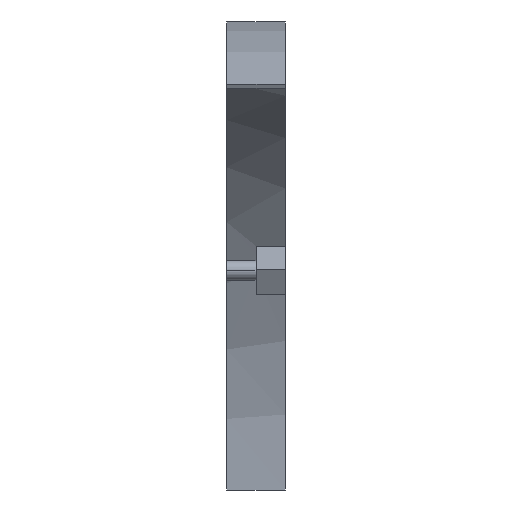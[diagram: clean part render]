
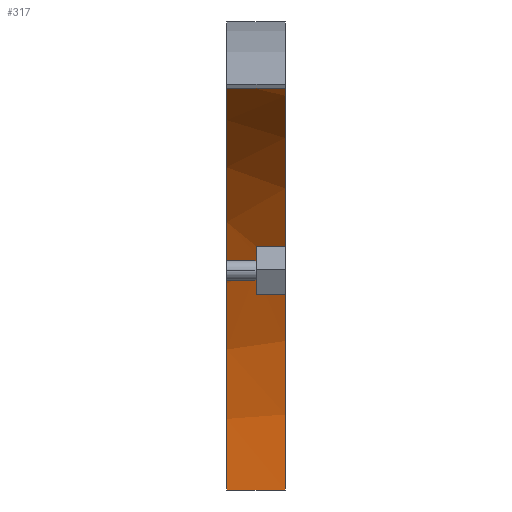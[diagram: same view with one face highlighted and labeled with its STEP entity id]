
A CAD part, left-side view. The second image highlights one B-rep face of the part: STEP entity #317.
In plain terms, the highlighted cylindrical face has radius 396 mm (diameter 792 mm), a partial arc.
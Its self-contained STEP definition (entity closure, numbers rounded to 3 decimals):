
#1 = CIRCLE ( 'NONE', #82, 396. ) ;
#30 = AXIS2_PLACEMENT_3D ( 'NONE', #617, #397, #135 ) ;
#33 = CARTESIAN_POINT ( 'NONE',  ( 349.276, 0., 186.606 ) ) ;
#40 = DIRECTION ( 'NONE',  ( 0., -1., 0. ) ) ;
#43 = EDGE_CURVE ( 'NONE', #102, #630, #451, .T. ) ;
#45 = CARTESIAN_POINT ( 'NONE',  ( 349.276, 0., 186.606 ) ) ;
#54 = VERTEX_POINT ( 'NONE', #348 ) ;
#55 = CIRCLE ( 'NONE', #439, 396. ) ;
#82 = AXIS2_PLACEMENT_3D ( 'NONE', #355, #245, #653 ) ;
#91 = DIRECTION ( 'NONE',  ( 0.032, 0., 1. ) ) ;
#92 = ORIENTED_EDGE ( 'NONE', *, *, #158, .F. ) ;
#100 = CARTESIAN_POINT ( 'NONE',  ( 0., 0., 0. ) ) ;
#102 = VERTEX_POINT ( 'NONE', #647 ) ;
#106 = VERTEX_POINT ( 'NONE', #127 ) ;
#110 = VERTEX_POINT ( 'NONE', #388 ) ;
#112 = LINE ( 'NONE', #440, #267 ) ;
#113 = EDGE_CURVE ( 'NONE', #468, #54, #443, .T. ) ;
#117 = CARTESIAN_POINT ( 'NONE',  ( 336.806, 0., 208.274 ) ) ;
#122 = ORIENTED_EDGE ( 'NONE', *, *, #399, .F. ) ;
#124 = DIRECTION ( 'NONE',  ( 0., 1., 0. ) ) ;
#125 = DIRECTION ( 'NONE',  ( 0., -1., 0. ) ) ;
#126 = DIRECTION ( 'NONE',  ( 0., 1., 0. ) ) ;
#127 = CARTESIAN_POINT ( 'NONE',  ( 12.5, 25., 395.803 ) ) ;
#130 = ORIENTED_EDGE ( 'NONE', *, *, #588, .F. ) ;
#133 = EDGE_LOOP ( 'NONE', ( #130, #92, #435, #525, #305, #329, #585, #122, #663, #213, #578, #457 ) ) ;
#135 = DIRECTION ( 'NONE',  ( 1., 0., 0. ) ) ;
#139 = CARTESIAN_POINT ( 'NONE',  ( 12.5, 25., 395.803 ) ) ;
#157 = CARTESIAN_POINT ( 'NONE',  ( -12.5, 25., 395.803 ) ) ;
#158 = EDGE_CURVE ( 'NONE', #106, #228, #615, .T. ) ;
#181 = LINE ( 'NONE', #387, #560 ) ;
#212 = CIRCLE ( 'NONE', #30, 396. ) ;
#213 = ORIENTED_EDGE ( 'NONE', *, *, #113, .T. ) ;
#221 = EDGE_CURVE ( 'NONE', #482, #106, #622, .T. ) ;
#228 = VERTEX_POINT ( 'NONE', #157 ) ;
#245 = DIRECTION ( 'NONE',  ( 0., 1., 0. ) ) ;
#248 = VERTEX_POINT ( 'NONE', #315 ) ;
#250 = CARTESIAN_POINT ( 'NONE',  ( -198., 50., 342.946 ) ) ;
#267 = VECTOR ( 'NONE', #124, 1000. ) ;
#270 = VECTOR ( 'NONE', #609, 1000. ) ;
#274 = VERTEX_POINT ( 'NONE', #250 ) ;
#281 = DIRECTION ( 'NONE',  ( 1., 0., 0. ) ) ;
#282 = DIRECTION ( 'NONE',  ( 0.851, 0., 0.526 ) ) ;
#291 = EDGE_CURVE ( 'NONE', #110, #274, #593, .T. ) ;
#294 = CARTESIAN_POINT ( 'NONE',  ( 336.806, 25., 208.274 ) ) ;
#302 = AXIS2_PLACEMENT_3D ( 'NONE', #558, #404, #365 ) ;
#305 = ORIENTED_EDGE ( 'NONE', *, *, #43, .F. ) ;
#315 = CARTESIAN_POINT ( 'NONE',  ( 349.276, 25., 186.606 ) ) ;
#317 = ADVANCED_FACE ( 'NONE', ( #608 ), #601, .F. ) ;
#319 = VERTEX_POINT ( 'NONE', #294 ) ;
#322 = VERTEX_POINT ( 'NONE', #45 ) ;
#329 = ORIENTED_EDGE ( 'NONE', *, *, #417, .T. ) ;
#339 = LINE ( 'NONE', #33, #528 ) ;
#348 = CARTESIAN_POINT ( 'NONE',  ( -198., 0., 342.946 ) ) ;
#352 = DIRECTION ( 'NONE',  ( 1., 0., 0. ) ) ;
#355 = CARTESIAN_POINT ( 'NONE',  ( 0., 25., 0. ) ) ;
#356 = AXIS2_PLACEMENT_3D ( 'NONE', #546, #125, #282 ) ;
#359 = AXIS2_PLACEMENT_3D ( 'NONE', #591, #489, #91 ) ;
#365 = DIRECTION ( 'NONE',  ( -0.032, 0., 1. ) ) ;
#379 = CARTESIAN_POINT ( 'NONE',  ( 12.5, 50., 395.803 ) ) ;
#387 = CARTESIAN_POINT ( 'NONE',  ( -198., 0., 342.946 ) ) ;
#388 = CARTESIAN_POINT ( 'NONE',  ( -12.5, 50., 395.803 ) ) ;
#394 = CARTESIAN_POINT ( 'NONE',  ( 396., 50., 0. ) ) ;
#396 = DIRECTION ( 'NONE',  ( 0., -1., 0. ) ) ;
#397 = DIRECTION ( 'NONE',  ( 0., -1., 0. ) ) ;
#399 = EDGE_CURVE ( 'NONE', #319, #248, #1, .T. ) ;
#404 = DIRECTION ( 'NONE',  ( 0., -1., 0. ) ) ;
#407 = VECTOR ( 'NONE', #492, 1000. ) ;
#417 = EDGE_CURVE ( 'NONE', #102, #322, #212, .T. ) ;
#435 = ORIENTED_EDGE ( 'NONE', *, *, #221, .F. ) ;
#439 = AXIS2_PLACEMENT_3D ( 'NONE', #584, #636, #281 ) ;
#440 = CARTESIAN_POINT ( 'NONE',  ( 336.806, 0., 208.274 ) ) ;
#443 = CIRCLE ( 'NONE', #356, 396. ) ;
#451 = LINE ( 'NONE', #654, #579 ) ;
#455 = CARTESIAN_POINT ( 'NONE',  ( -12.5, 25., 395.803 ) ) ;
#457 = ORIENTED_EDGE ( 'NONE', *, *, #291, .F. ) ;
#468 = VERTEX_POINT ( 'NONE', #117 ) ;
#472 = EDGE_CURVE ( 'NONE', #630, #482, #55, .T. ) ;
#482 = VERTEX_POINT ( 'NONE', #379 ) ;
#489 = DIRECTION ( 'NONE',  ( 0., -1., 0. ) ) ;
#492 = DIRECTION ( 'NONE',  ( 0., 1., 0. ) ) ;
#525 = ORIENTED_EDGE ( 'NONE', *, *, #472, .F. ) ;
#528 = VECTOR ( 'NONE', #396, 1000. ) ;
#536 = EDGE_CURVE ( 'NONE', #468, #319, #112, .T. ) ;
#546 = CARTESIAN_POINT ( 'NONE',  ( 0., 0., 0. ) ) ;
#556 = AXIS2_PLACEMENT_3D ( 'NONE', #100, #40, #352 ) ;
#557 = EDGE_CURVE ( 'NONE', #54, #274, #181, .T. ) ;
#558 = CARTESIAN_POINT ( 'NONE',  ( 0., 50., 0. ) ) ;
#560 = VECTOR ( 'NONE', #126, 1000. ) ;
#578 = ORIENTED_EDGE ( 'NONE', *, *, #557, .T. ) ;
#579 = VECTOR ( 'NONE', #644, 1000. ) ;
#584 = CARTESIAN_POINT ( 'NONE',  ( 0., 50., 0. ) ) ;
#585 = ORIENTED_EDGE ( 'NONE', *, *, #599, .F. ) ;
#588 = EDGE_CURVE ( 'NONE', #228, #110, #656, .T. ) ;
#591 = CARTESIAN_POINT ( 'NONE',  ( 0., 25., 0. ) ) ;
#593 = CIRCLE ( 'NONE', #302, 396. ) ;
#599 = EDGE_CURVE ( 'NONE', #248, #322, #339, .T. ) ;
#601 = CYLINDRICAL_SURFACE ( 'NONE', #556, 396. ) ;
#608 = FACE_OUTER_BOUND ( 'NONE', #133, .T. ) ;
#609 = DIRECTION ( 'NONE',  ( 0., -1., 0. ) ) ;
#615 = CIRCLE ( 'NONE', #359, 396. ) ;
#617 = CARTESIAN_POINT ( 'NONE',  ( 0., 0., 0. ) ) ;
#622 = LINE ( 'NONE', #139, #270 ) ;
#630 = VERTEX_POINT ( 'NONE', #394 ) ;
#636 = DIRECTION ( 'NONE',  ( 0., -1., 0. ) ) ;
#644 = DIRECTION ( 'NONE',  ( 0., 1., 0. ) ) ;
#647 = CARTESIAN_POINT ( 'NONE',  ( 396., 0., 0. ) ) ;
#653 = DIRECTION ( 'NONE',  ( 0.882, 0., 0.471 ) ) ;
#654 = CARTESIAN_POINT ( 'NONE',  ( 396., 0., 0. ) ) ;
#656 = LINE ( 'NONE', #455, #407 ) ;
#663 = ORIENTED_EDGE ( 'NONE', *, *, #536, .F. ) ;
